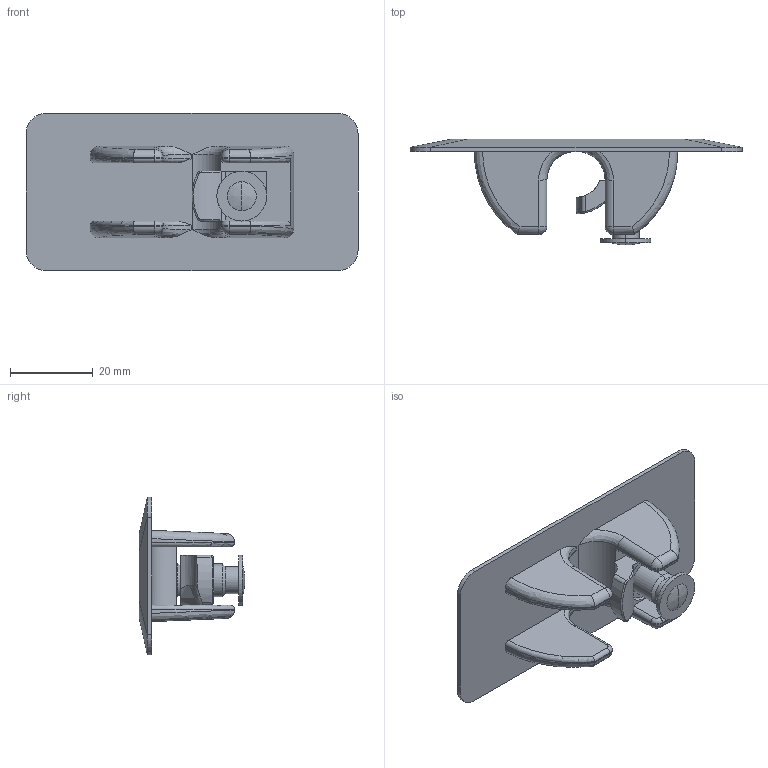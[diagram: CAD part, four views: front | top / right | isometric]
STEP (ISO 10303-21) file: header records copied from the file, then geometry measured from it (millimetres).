
FILE_DESCRIPTION (( 'STEP AP203' ), '1' );
FILE_NAME ('Žº‰ª•ÏŠ·.STEP', '2012-05-07T02:43:57', ( '' ), ( '' ), 'SwSTEP 2.0', 'SolidWorks 2011', '' );
FILE_SCHEMA (( 'CONFIG_CONTROL_DESIGN' ));
Length unit declared in the file: millimetre
Products named in the file (4): 室岡変換; C-1669-1_ロックピース; C-1669-1_シャフト; C-1669-1_ボディ
Assembly tree (3 placements, depth 2):
  室岡変換
    C-1669-1_ボディ
    C-1669-1_ロックピース
    C-1669-1_シャフト
Bounding box: 80 x 25.5 x 38 mm (x, y, z)
Volume: 14001.2 mm3; surface area: 10696.5 mm2
Topology: 3 solids, 3 shells, 157 faces, 372 edges, 228 vertices
Faces by surface type: cylinder 59, plane 46, torus 20, bspline 18, cone 8, sphere 6
Entity records: 5507 total; most frequent: CARTESIAN_POINT 1597, ORIENTED_EDGE 736, DIRECTION 734, EDGE_CURVE 368, AXIS2_PLACEMENT_3D 291, VERTEX_POINT 228, EDGE_LOOP 172, ADVANCED_FACE 157
